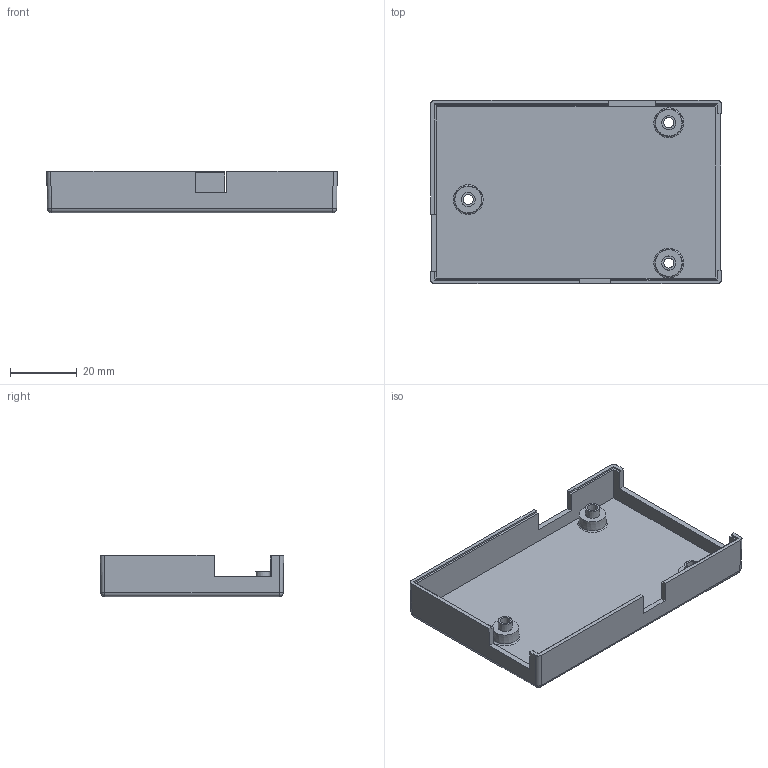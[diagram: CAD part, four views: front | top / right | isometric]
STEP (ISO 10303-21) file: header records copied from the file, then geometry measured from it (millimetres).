
FILE_DESCRIPTION(/* description */ (''),/* implementation_level */ '2;1');
FILE_NAME(/* name */ 'case injection molding bottom V2.1.step',/* time_stamp */ '2024-02-05T15:30:37+01:00',/* author */ (''),/* organization */ (''),/* preprocessor_version */ 'ST-DEVELOPER v20',/* originating_system */ 'Autodesk Translation Framework v12.14.0.127',/* authorisation */ '');
FILE_SCHEMA (('AUTOMOTIVE_DESIGN { 1 0 10303 214 3 1 1 }'));
Length unit declared in the file: millimetre
Products named in the file (1): case v2
Bounding box: 86.98 x 54.98 x 12.4 mm (x, y, z)
Volume: 11296.1 mm3; surface area: 15297.6 mm2
Topology: 1 solids, 1 shells, 74 faces, 174 edges, 111 vertices
Faces by surface type: plane 47, cone 12, cylinder 8, sphere 4, torus 3
Entity records: 2159 total; most frequent: DIRECTION 370, CARTESIAN_POINT 360, ORIENTED_EDGE 348, EDGE_CURVE 174, LINE 128, VECTOR 128, AXIS2_PLACEMENT_3D 121, VERTEX_POINT 111
